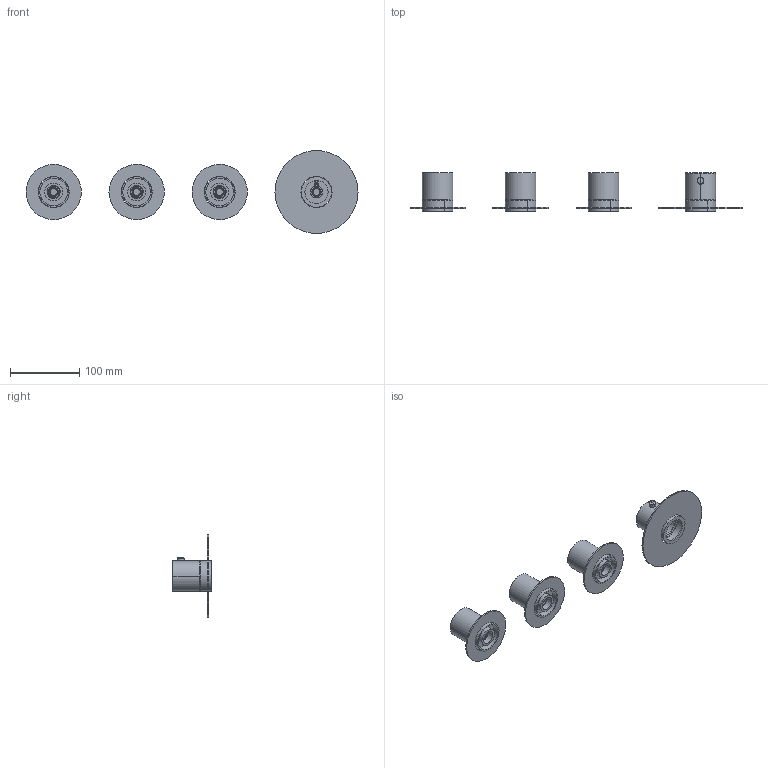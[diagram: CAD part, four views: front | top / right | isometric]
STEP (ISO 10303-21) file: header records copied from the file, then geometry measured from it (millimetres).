
FILE_DESCRIPTION(('CATIA V5 STEP Exchange','CAx-IF Rec.Pracs.--- Model Styling and Organization---1.5--- 2016-08-15','CAx-IF Rec.Pracs.---Supplemental Geometry---1.0---2011-11-01','CAx-IF Rec.Pracs.--- Composite Materials ---3.4---2017-06-13','CAx-IF Rec.Pracs.---Tessellated 3D Geometry---1.0---2015-12-17'),'2;1');
FILE_NAME('X3 00R30.stp','2022-09-16T06:16:02+00:00',('none'),('none'),'CATIA Version 5-6 Release 2020 SP2','CATIA V5 STEP AP242 v2','none');
FILE_SCHEMA(('AP242_MANAGED_MODEL_BASED_3D_ENGINEERING_MIM_LF {1 0 10303 442 1 1 4}'));
Length unit declared in the file: millimetre
Products named in the file (7): X3 00R30; P47571; P47572; PR9C215; P47275; P50533; 4 oriz
Assembly tree (11 placements, depth 3):
  X3 00R30
    P47571  x3
    P47572
    PR9C215
      P47275
    P50533  x4
    4 oriz
Bounding box: 480 x 56.25 x 120 mm (x, y, z)
Volume: 216224.9 mm3; surface area: 121335.4 mm2
Topology: 17 solids, 17 shells, 1361 faces, 3460 edges, 2162 vertices
Faces by surface type: plane 477, extrusion 398, cone 236, cylinder 164, bspline 40, torus 36, sphere 10
Entity records: 24012 total; most frequent: CARTESIAN_POINT 8392, ORIENTED_EDGE 3548, DIRECTION 1962, EDGE_CURVE 1774, VERTEX_POINT 1113, VECTOR 936, B_SPLINE_CURVE_WITH_KNOTS 904, EDGE_LOOP 755
